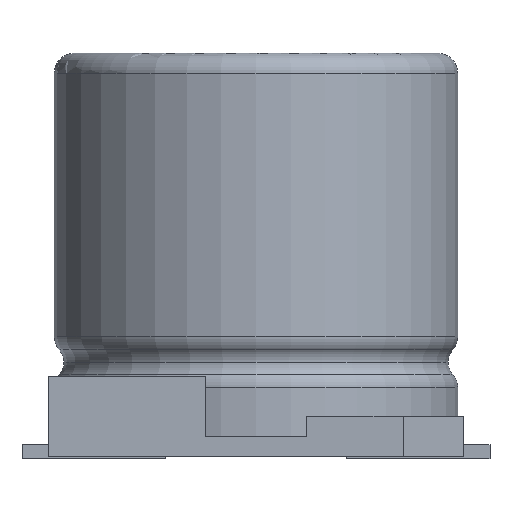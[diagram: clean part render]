
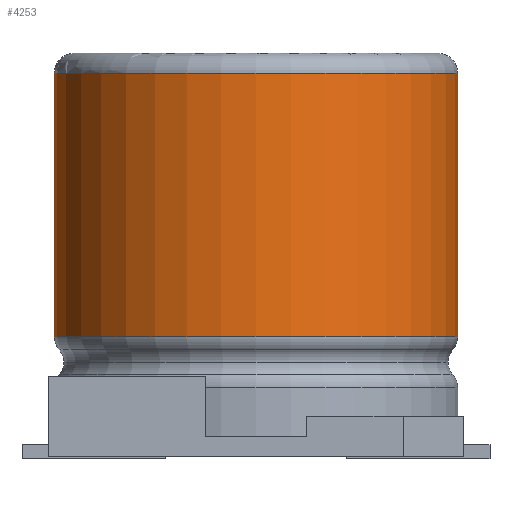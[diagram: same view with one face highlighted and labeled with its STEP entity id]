
A CAD part, front view. The second image highlights one B-rep face of the part: STEP entity #4253.
In plain terms, the highlighted cylindrical face has radius 5 mm (diameter 10 mm), a partial arc.
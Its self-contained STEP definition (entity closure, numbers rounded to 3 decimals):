
#569 = ORIENTED_EDGE ( 'NONE', *, *, #5310, .T. ) ;
#893 = DIRECTION ( 'NONE',  ( -1., 0., 0. ) ) ;
#1005 = EDGE_LOOP ( 'NONE', ( #6736, #9789, #9138, #569 ) ) ;
#1598 = CARTESIAN_POINT ( 'NONE',  ( -5., 0., 34.142 ) ) ;
#1692 = CYLINDRICAL_SURFACE ( 'NONE', #6966, 5. ) ;
#1967 = CARTESIAN_POINT ( 'NONE',  ( 0., 0., 9.5 ) ) ;
#2102 = DIRECTION ( 'NONE',  ( -1., 0., 0. ) ) ;
#2924 = FACE_OUTER_BOUND ( 'NONE', #1005, .T. ) ;
#2935 = EDGE_CURVE ( 'NONE', #4145, #11769, #8883, .T. ) ;
#3175 = VERTEX_POINT ( 'NONE', #7591 ) ;
#3237 = CARTESIAN_POINT ( 'NONE',  ( -5., 0., 9.5 ) ) ;
#3458 = DIRECTION ( 'NONE',  ( 0., 0., -1. ) ) ;
#4145 = VERTEX_POINT ( 'NONE', #3237 ) ;
#4253 = ADVANCED_FACE ( 'NONE', ( #2924 ), #1692, .T. ) ;
#5310 = EDGE_CURVE ( 'NONE', #11769, #11386, #5767, .T. ) ;
#5390 = LINE ( 'NONE', #6384, #7581 ) ;
#5767 = CIRCLE ( 'NONE', #13501, 5. ) ;
#5771 = DIRECTION ( 'NONE',  ( 0., 0., -1. ) ) ;
#5959 = DIRECTION ( 'NONE',  ( 1., 0., 0. ) ) ;
#6384 = CARTESIAN_POINT ( 'NONE',  ( 5., 0., 34.142 ) ) ;
#6736 = ORIENTED_EDGE ( 'NONE', *, *, #10215, .F. ) ;
#6966 = AXIS2_PLACEMENT_3D ( 'NONE', #9510, #9319, #893 ) ;
#6970 = CIRCLE ( 'NONE', #8078, 5. ) ;
#7398 = DIRECTION ( 'NONE',  ( 0., 0., 1. ) ) ;
#7581 = VECTOR ( 'NONE', #3458, 1000. ) ;
#7591 = CARTESIAN_POINT ( 'NONE',  ( 5., 0., 9.5 ) ) ;
#8078 = AXIS2_PLACEMENT_3D ( 'NONE', #1967, #9271, #5959 ) ;
#8097 = CARTESIAN_POINT ( 'NONE',  ( -5., 0., 2.977 ) ) ;
#8181 = VECTOR ( 'NONE', #5771, 1000. ) ;
#8883 = LINE ( 'NONE', #1598, #8181 ) ;
#9138 = ORIENTED_EDGE ( 'NONE', *, *, #2935, .T. ) ;
#9271 = DIRECTION ( 'NONE',  ( 0., 0., -1. ) ) ;
#9319 = DIRECTION ( 'NONE',  ( 0., 0., -1. ) ) ;
#9510 = CARTESIAN_POINT ( 'NONE',  ( 0., 0., 34.142 ) ) ;
#9789 = ORIENTED_EDGE ( 'NONE', *, *, #11382, .T. ) ;
#10160 = CARTESIAN_POINT ( 'NONE',  ( 5., 0., 2.977 ) ) ;
#10215 = EDGE_CURVE ( 'NONE', #3175, #11386, #5390, .T. ) ;
#10564 = CARTESIAN_POINT ( 'NONE',  ( 0., 0., 2.977 ) ) ;
#11382 = EDGE_CURVE ( 'NONE', #3175, #4145, #6970, .T. ) ;
#11386 = VERTEX_POINT ( 'NONE', #10160 ) ;
#11769 = VERTEX_POINT ( 'NONE', #8097 ) ;
#13501 = AXIS2_PLACEMENT_3D ( 'NONE', #10564, #7398, #2102 ) ;
